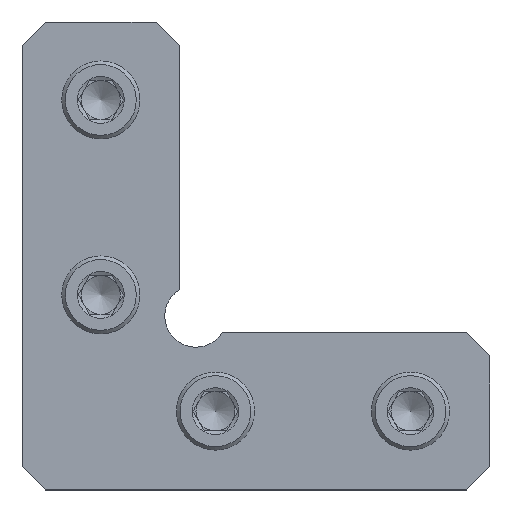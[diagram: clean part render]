
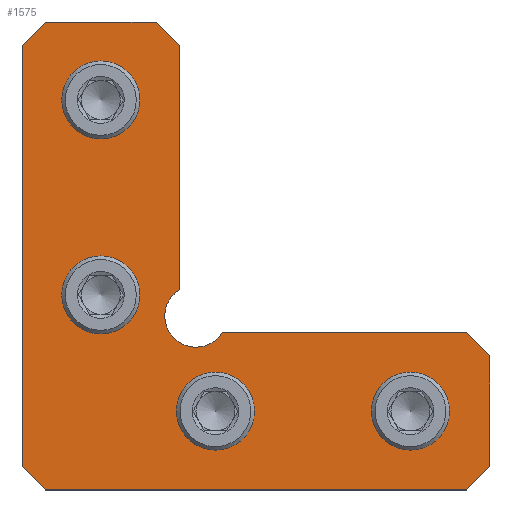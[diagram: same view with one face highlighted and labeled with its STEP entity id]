
A CAD part, top view. The second image highlights one B-rep face of the part: STEP entity #1575.
In plain terms, the highlighted planar face has unit normal (0, 0, 1).
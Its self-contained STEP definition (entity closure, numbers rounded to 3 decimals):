
#178=LINE('',#2748,#308);
#182=LINE('',#2755,#312);
#185=LINE('',#2761,#315);
#188=LINE('',#2767,#318);
#191=LINE('',#2773,#321);
#194=LINE('',#2779,#324);
#197=LINE('',#2785,#327);
#201=LINE('',#2797,#331);
#204=LINE('',#2803,#334);
#207=LINE('',#2809,#337);
#209=LINE('',#2812,#339);
#308=VECTOR('',#2239,1000.);
#312=VECTOR('',#2245,1000.);
#315=VECTOR('',#2250,1000.);
#318=VECTOR('',#2255,1000.);
#321=VECTOR('',#2260,1000.);
#324=VECTOR('',#2265,1000.);
#327=VECTOR('',#2270,1000.);
#331=VECTOR('',#2282,1000.);
#334=VECTOR('',#2287,1000.);
#337=VECTOR('',#2292,1000.);
#339=VECTOR('',#2296,1000.);
#364=FACE_BOUND('',#559,.T.);
#365=FACE_BOUND('',#560,.T.);
#366=FACE_BOUND('',#561,.T.);
#367=FACE_BOUND('',#562,.T.);
#460=FACE_OUTER_BOUND('',#558,.T.);
#558=EDGE_LOOP('',(#1370,#1371,#1372,#1373,#1374,#1375,#1376,#1377,#1378,
#1379,#1380,#1381));
#559=EDGE_LOOP('',(#1382));
#560=EDGE_LOOP('',(#1383));
#561=EDGE_LOOP('',(#1384));
#562=EDGE_LOOP('',(#1385));
#625=CIRCLE('',#1851,4.);
#626=CIRCLE('',#1857,4.188);
#627=CIRCLE('',#1858,4.188);
#628=CIRCLE('',#1859,4.188);
#629=CIRCLE('',#1860,4.188);
#740=VERTEX_POINT('',#2745);
#741=VERTEX_POINT('',#2747);
#743=VERTEX_POINT('',#2753);
#745=VERTEX_POINT('',#2759);
#747=VERTEX_POINT('',#2765);
#749=VERTEX_POINT('',#2771);
#751=VERTEX_POINT('',#2777);
#753=VERTEX_POINT('',#2783);
#755=VERTEX_POINT('',#2789);
#757=VERTEX_POINT('',#2795);
#759=VERTEX_POINT('',#2801);
#761=VERTEX_POINT('',#2807);
#762=VERTEX_POINT('',#2814);
#763=VERTEX_POINT('',#2816);
#764=VERTEX_POINT('',#2818);
#765=VERTEX_POINT('',#2820);
#940=EDGE_CURVE('',#741,#740,#178,.T.);
#944=EDGE_CURVE('',#740,#743,#182,.T.);
#947=EDGE_CURVE('',#743,#745,#185,.T.);
#950=EDGE_CURVE('',#745,#747,#188,.T.);
#953=EDGE_CURVE('',#747,#749,#191,.T.);
#956=EDGE_CURVE('',#749,#751,#194,.T.);
#959=EDGE_CURVE('',#751,#753,#197,.T.);
#962=EDGE_CURVE('',#755,#753,#625,.T.);
#965=EDGE_CURVE('',#755,#757,#201,.T.);
#968=EDGE_CURVE('',#757,#759,#204,.T.);
#971=EDGE_CURVE('',#759,#761,#207,.T.);
#973=EDGE_CURVE('',#761,#741,#209,.T.);
#974=EDGE_CURVE('',#762,#762,#626,.T.);
#975=EDGE_CURVE('',#763,#763,#627,.T.);
#976=EDGE_CURVE('',#764,#764,#628,.T.);
#977=EDGE_CURVE('',#765,#765,#629,.T.);
#1370=ORIENTED_EDGE('',*,*,#940,.T.);
#1371=ORIENTED_EDGE('',*,*,#944,.T.);
#1372=ORIENTED_EDGE('',*,*,#947,.T.);
#1373=ORIENTED_EDGE('',*,*,#950,.T.);
#1374=ORIENTED_EDGE('',*,*,#953,.T.);
#1375=ORIENTED_EDGE('',*,*,#956,.T.);
#1376=ORIENTED_EDGE('',*,*,#959,.T.);
#1377=ORIENTED_EDGE('',*,*,#962,.F.);
#1378=ORIENTED_EDGE('',*,*,#965,.T.);
#1379=ORIENTED_EDGE('',*,*,#968,.T.);
#1380=ORIENTED_EDGE('',*,*,#971,.T.);
#1381=ORIENTED_EDGE('',*,*,#973,.T.);
#1382=ORIENTED_EDGE('',*,*,#974,.F.);
#1383=ORIENTED_EDGE('',*,*,#975,.F.);
#1384=ORIENTED_EDGE('',*,*,#976,.T.);
#1385=ORIENTED_EDGE('',*,*,#977,.T.);
#1485=PLANE('',#1856);
#1575=ADVANCED_FACE('',(#460,#364,#365,#366,#367),#1485,.T.);
#1851=AXIS2_PLACEMENT_3D('',#2791,#2276,#2277);
#1856=AXIS2_PLACEMENT_3D('',#2813,#2297,#2298);
#1857=AXIS2_PLACEMENT_3D('',#2815,#2299,#2300);
#1858=AXIS2_PLACEMENT_3D('',#2817,#2301,#2302);
#1859=AXIS2_PLACEMENT_3D('',#2819,#2303,#2304);
#1860=AXIS2_PLACEMENT_3D('',#2821,#2305,#2306);
#2239=DIRECTION('',(0.,-1.,0.));
#2245=DIRECTION('',(0.707,-0.707,0.));
#2250=DIRECTION('',(1.,0.,0.));
#2255=DIRECTION('',(0.707,0.707,0.));
#2260=DIRECTION('',(0.,1.,0.));
#2265=DIRECTION('',(-0.707,0.707,0.));
#2270=DIRECTION('',(-1.,0.,0.));
#2276=DIRECTION('center_axis',(0.,0.,1.));
#2277=DIRECTION('ref_axis',(1.,0.,0.));
#2282=DIRECTION('',(0.,1.,0.));
#2287=DIRECTION('',(-0.707,0.707,0.));
#2292=DIRECTION('',(-1.,0.,0.));
#2296=DIRECTION('',(-0.707,-0.707,0.));
#2297=DIRECTION('center_axis',(0.,0.,1.));
#2298=DIRECTION('ref_axis',(1.,0.,0.));
#2299=DIRECTION('center_axis',(0.,0.,1.));
#2300=DIRECTION('ref_axis',(1.,0.,0.));
#2301=DIRECTION('center_axis',(0.,0.,1.));
#2302=DIRECTION('ref_axis',(1.,0.,0.));
#2303=DIRECTION('center_axis',(0.,0.,-1.));
#2304=DIRECTION('ref_axis',(-1.,0.,0.));
#2305=DIRECTION('center_axis',(0.,0.,-1.));
#2306=DIRECTION('ref_axis',(-1.,0.,0.));
#2745=CARTESIAN_POINT('',(0.,3.,1.5));
#2747=CARTESIAN_POINT('',(0.,57.,1.5));
#2748=CARTESIAN_POINT('',(0.,57.,1.5));
#2753=CARTESIAN_POINT('',(3.,0.,1.5));
#2755=CARTESIAN_POINT('',(0.,3.,1.5));
#2759=CARTESIAN_POINT('',(57.,0.,1.5));
#2761=CARTESIAN_POINT('',(3.,0.,1.5));
#2765=CARTESIAN_POINT('',(60.,3.,1.5));
#2767=CARTESIAN_POINT('',(57.,0.,1.5));
#2771=CARTESIAN_POINT('',(60.,17.2,1.5));
#2773=CARTESIAN_POINT('',(60.,3.,1.5));
#2777=CARTESIAN_POINT('',(57.,20.2,1.5));
#2779=CARTESIAN_POINT('',(60.,17.2,1.5));
#2783=CARTESIAN_POINT('',(25.704,20.2,1.5));
#2785=CARTESIAN_POINT('',(57.,20.2,1.5));
#2789=CARTESIAN_POINT('',(20.2,25.704,1.5));
#2791=CARTESIAN_POINT('Origin',(22.3,22.3,1.5));
#2795=CARTESIAN_POINT('',(20.2,57.,1.5));
#2797=CARTESIAN_POINT('',(20.2,25.704,1.5));
#2801=CARTESIAN_POINT('',(17.2,60.,1.5));
#2803=CARTESIAN_POINT('',(20.2,57.,1.5));
#2807=CARTESIAN_POINT('',(3.,60.,1.5));
#2809=CARTESIAN_POINT('',(17.2,60.,1.5));
#2812=CARTESIAN_POINT('',(3.,60.,1.5));
#2813=CARTESIAN_POINT('Origin',(22.3,22.3,1.5));
#2814=CARTESIAN_POINT('',(20.612,10.1,1.5));
#2815=CARTESIAN_POINT('Origin',(24.8,10.1,1.5));
#2816=CARTESIAN_POINT('',(45.612,10.1,1.5));
#2817=CARTESIAN_POINT('Origin',(49.8,10.1,1.5));
#2818=CARTESIAN_POINT('',(14.288,25.,1.5));
#2819=CARTESIAN_POINT('Origin',(10.1,25.,1.5));
#2820=CARTESIAN_POINT('',(14.288,50.,1.5));
#2821=CARTESIAN_POINT('Origin',(10.1,50.,1.5));
